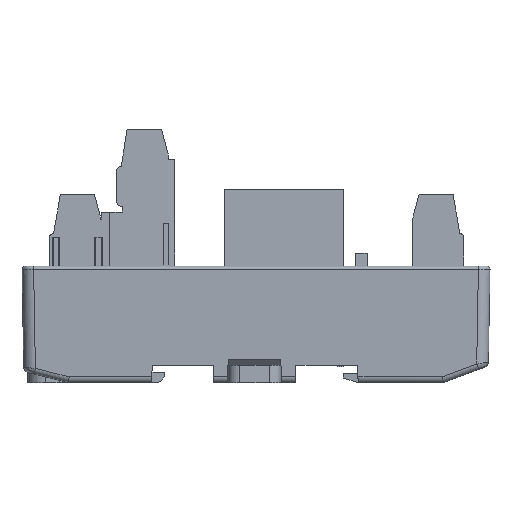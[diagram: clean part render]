
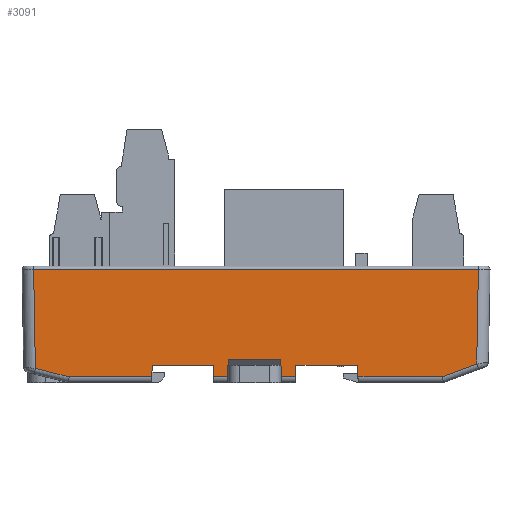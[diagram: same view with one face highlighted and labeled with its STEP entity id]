
A CAD part, left-side view. The second image highlights one B-rep face of the part: STEP entity #3091.
In plain terms, the highlighted planar face has unit normal (-1, 0, -0.018).
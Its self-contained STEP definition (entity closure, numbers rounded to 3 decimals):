
#1675=FACE_OUTER_BOUND('',#6424,.T.);
#3091=ADVANCED_FACE('',(#1675),#4608,.T.);
#4608=PLANE('',#29502);
#6424=EDGE_LOOP('',(#14545,#14546,#14547,#14548,#14549,#14550,#14551,#14552,
#14553,#14554,#14555,#14556,#14557,#14558,#14559,#14560,#14561,#14562));
#8233=LINE('',#38905,#11287);
#8277=LINE('',#39012,#11331);
#8301=LINE('',#39062,#11355);
#8313=LINE('',#39093,#11367);
#8315=LINE('',#39097,#11369);
#8353=LINE('',#39190,#11407);
#8354=LINE('',#39193,#11408);
#8355=LINE('',#39195,#11409);
#8356=LINE('',#39197,#11410);
#8357=LINE('',#39199,#11411);
#8358=LINE('',#39201,#11412);
#8359=LINE('',#39202,#11413);
#8360=LINE('',#39204,#11414);
#8361=LINE('',#39205,#11415);
#8362=LINE('',#39206,#11416);
#8363=LINE('',#39208,#11417);
#8364=LINE('',#39209,#11418);
#8365=LINE('',#39211,#11419);
#11287=VECTOR('',#31633,1.);
#11331=VECTOR('',#31701,1.);
#11355=VECTOR('',#31735,1.);
#11367=VECTOR('',#31755,1.);
#11369=VECTOR('',#31759,1.);
#11407=VECTOR('',#31807,1.);
#11408=VECTOR('',#31808,1.);
#11409=VECTOR('',#31809,1.);
#11410=VECTOR('',#31810,1.);
#11411=VECTOR('',#31811,1.);
#11412=VECTOR('',#31812,1.);
#11413=VECTOR('',#31813,1.);
#11414=VECTOR('',#31814,1.);
#11415=VECTOR('',#31815,1.);
#11416=VECTOR('',#31816,1.);
#11417=VECTOR('',#31817,1.);
#11418=VECTOR('',#31818,1.);
#11419=VECTOR('',#31819,1.);
#14545=ORIENTED_EDGE('',*,*,#25289,.T.);
#14546=ORIENTED_EDGE('',*,*,#25290,.T.);
#14547=ORIENTED_EDGE('',*,*,#25291,.T.);
#14548=ORIENTED_EDGE('',*,*,#25292,.T.);
#14549=ORIENTED_EDGE('',*,*,#25293,.T.);
#14550=ORIENTED_EDGE('',*,*,#25294,.T.);
#14551=ORIENTED_EDGE('',*,*,#25156,.F.);
#14552=ORIENTED_EDGE('',*,*,#25295,.F.);
#14553=ORIENTED_EDGE('',*,*,#25296,.T.);
#14554=ORIENTED_EDGE('',*,*,#25230,.F.);
#14555=ORIENTED_EDGE('',*,*,#25297,.T.);
#14556=ORIENTED_EDGE('',*,*,#25245,.F.);
#14557=ORIENTED_EDGE('',*,*,#25298,.T.);
#14558=ORIENTED_EDGE('',*,*,#25299,.T.);
#14559=ORIENTED_EDGE('',*,*,#25247,.F.);
#14560=ORIENTED_EDGE('',*,*,#25205,.T.);
#14561=ORIENTED_EDGE('',*,*,#25300,.T.);
#14562=ORIENTED_EDGE('',*,*,#25301,.T.);
#22478=VERTEX_POINT('',#38891);
#22485=VERTEX_POINT('',#38904);
#22516=VERTEX_POINT('',#38987);
#22528=VERTEX_POINT('',#39011);
#22549=VERTEX_POINT('',#39061);
#22550=VERTEX_POINT('',#39063);
#22553=VERTEX_POINT('',#39071);
#22564=VERTEX_POINT('',#39092);
#22566=VERTEX_POINT('',#39098);
#22600=VERTEX_POINT('',#39191);
#22601=VERTEX_POINT('',#39192);
#22602=VERTEX_POINT('',#39194);
#22603=VERTEX_POINT('',#39196);
#22604=VERTEX_POINT('',#39198);
#22605=VERTEX_POINT('',#39200);
#22606=VERTEX_POINT('',#39203);
#22607=VERTEX_POINT('',#39207);
#22608=VERTEX_POINT('',#39210);
#25156=EDGE_CURVE('',#22485,#22478,#8233,.T.);
#25205=EDGE_CURVE('',#22516,#22528,#8277,.T.);
#25230=EDGE_CURVE('',#22549,#22550,#8301,.T.);
#25245=EDGE_CURVE('',#22564,#22553,#8313,.T.);
#25247=EDGE_CURVE('',#22516,#22566,#8315,.T.);
#25289=EDGE_CURVE('',#22600,#22601,#8353,.T.);
#25290=EDGE_CURVE('',#22601,#22602,#8354,.T.);
#25291=EDGE_CURVE('',#22602,#22603,#8355,.T.);
#25292=EDGE_CURVE('',#22603,#22604,#8356,.T.);
#25293=EDGE_CURVE('',#22604,#22605,#8357,.T.);
#25294=EDGE_CURVE('',#22605,#22478,#8358,.T.);
#25295=EDGE_CURVE('',#22606,#22485,#8359,.T.);
#25296=EDGE_CURVE('',#22606,#22550,#8360,.T.);
#25297=EDGE_CURVE('',#22549,#22553,#8361,.T.);
#25298=EDGE_CURVE('',#22564,#22607,#8362,.T.);
#25299=EDGE_CURVE('',#22607,#22566,#8363,.T.);
#25300=EDGE_CURVE('',#22528,#22608,#8364,.T.);
#25301=EDGE_CURVE('',#22608,#22600,#8365,.T.);
#29502=AXIS2_PLACEMENT_3D('',#39212,#31820,#31821);
#31633=DIRECTION('',(0.,1.,0.));
#31701=DIRECTION('',(0.017,-0.017,-1.));
#31735=DIRECTION('',(0.017,0.035,-0.999));
#31755=DIRECTION('',(-0.017,0.035,0.999));
#31759=DIRECTION('',(0.,1.,0.));
#31807=DIRECTION('',(-0.017,-0.017,1.));
#31808=DIRECTION('',(0.,1.,0.));
#31809=DIRECTION('',(0.017,-0.017,-1.));
#31810=DIRECTION('',(0.004,-0.97,-0.243));
#31811=DIRECTION('',(0.,-1.,0.));
#31812=DIRECTION('',(-0.017,-0.017,1.));
#31813=DIRECTION('',(-0.017,0.035,0.999));
#31814=DIRECTION('',(0.,-1.,0.));
#31815=DIRECTION('',(0.,-1.,0.));
#31816=DIRECTION('',(0.,-1.,0.));
#31817=DIRECTION('',(-0.017,-0.035,0.999));
#31818=DIRECTION('',(0.,-1.,0.));
#31819=DIRECTION('',(-0.006,-0.936,0.351));
#31820=DIRECTION('',(-1.,0.,-0.017));
#31821=DIRECTION('',(-0.017,0.,1.));
#38891=CARTESIAN_POINT('',(-146.184,191.259,191.8));
#38904=CARTESIAN_POINT('',(-146.184,180.773,191.8));
#38905=CARTESIAN_POINT('',(-146.184,173.41,191.8));
#38987=CARTESIAN_POINT('',(-146.184,155.928,191.8));
#39011=CARTESIAN_POINT('',(-146.149,155.892,189.783));
#39012=CARTESIAN_POINT('',(-146.173,155.917,191.172));
#39061=CARTESIAN_POINT('',(-146.202,178.183,192.8));
#39062=CARTESIAN_POINT('',(-146.173,178.24,191.172));
#39063=CARTESIAN_POINT('',(-146.149,178.289,189.783));
#39071=CARTESIAN_POINT('',(-146.202,169.153,192.8));
#39092=CARTESIAN_POINT('',(-146.149,169.048,189.783));
#39093=CARTESIAN_POINT('',(-146.173,169.096,191.172));
#39097=CARTESIAN_POINT('',(-146.184,173.41,191.8));
#39098=CARTESIAN_POINT('',(-146.184,166.564,191.8));
#39190=CARTESIAN_POINT('',(-146.469,135.212,208.136));
#39191=CARTESIAN_POINT('',(-146.188,135.494,191.991));
#39192=CARTESIAN_POINT('',(-146.472,135.21,208.291));
#39193=CARTESIAN_POINT('',(-146.472,173.41,208.291));
#39194=CARTESIAN_POINT('',(-146.472,211.611,208.291));
#39195=CARTESIAN_POINT('',(-146.166,211.305,190.756));
#39196=CARTESIAN_POINT('',(-146.174,211.313,191.237));
#39197=CARTESIAN_POINT('',(-146.037,179.775,183.352));
#39198=CARTESIAN_POINT('',(-146.149,205.496,189.783));
#39199=CARTESIAN_POINT('',(-146.149,173.41,189.783));
#39200=CARTESIAN_POINT('',(-146.149,191.294,189.783));
#39201=CARTESIAN_POINT('',(-146.486,190.957,209.109));
#39202=CARTESIAN_POINT('',(-146.476,181.357,208.525));
#39203=CARTESIAN_POINT('',(-146.149,180.703,189.783));
#39204=CARTESIAN_POINT('',(-146.149,173.41,189.783));
#39205=CARTESIAN_POINT('',(-146.202,169.118,192.8));
#39206=CARTESIAN_POINT('',(-146.149,173.41,189.783));
#39207=CARTESIAN_POINT('',(-146.149,166.634,189.783));
#39208=CARTESIAN_POINT('',(-146.129,166.675,188.625));
#39209=CARTESIAN_POINT('',(-146.149,173.41,189.783));
#39210=CARTESIAN_POINT('',(-146.149,141.382,189.783));
#39211=CARTESIAN_POINT('',(-146.006,163.206,181.599));
#39212=CARTESIAN_POINT('',(-146.481,173.41,208.803));
